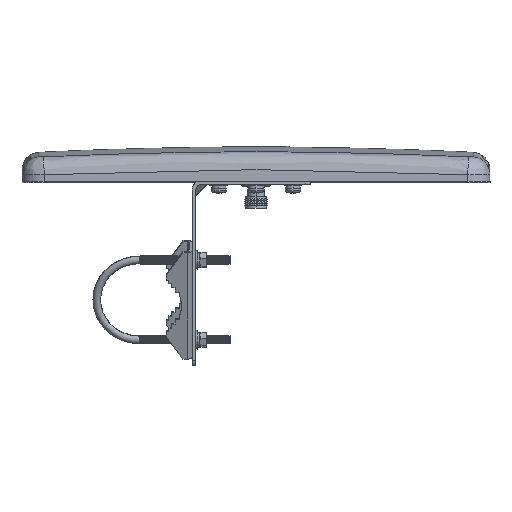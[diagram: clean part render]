
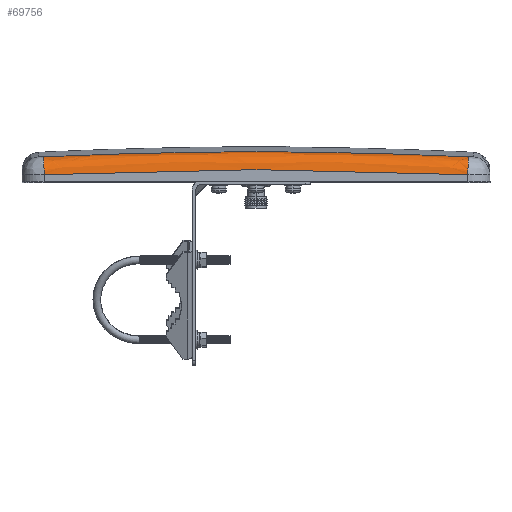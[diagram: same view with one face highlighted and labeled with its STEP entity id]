
A CAD part, top view. The second image highlights one B-rep face of the part: STEP entity #69756.
In plain terms, the highlighted free-form (B-spline) face has degree [3, 3] with [4, 4] control points.
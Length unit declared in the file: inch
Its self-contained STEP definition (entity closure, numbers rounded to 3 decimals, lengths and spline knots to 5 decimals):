
#2158 = CARTESIAN_POINT ( 'NONE',  ( -5.61024, 0.33403, 6.20079 ) ) ;
#2332 = CARTESIAN_POINT ( 'NONE',  ( 5.61024, 0.33403, 6.20079 ) ) ;
#35111 =( BOUNDED_SURFACE ( )  B_SPLINE_SURFACE ( 3, 3, ( 
 ( #40767, #40776, #40777, #40778 ),
 ( #40779, #40780, #40781, #40782 ),
 ( #40783, #40784, #40785, #40786 ),
 ( #40787, #40788, #40789, #40790 ) ),
 .UNSPECIFIED., .F., .F., .F. ) 
 B_SPLINE_SURFACE_WITH_KNOTS ( ( 4, 4 ),
 ( 4, 4 ),
 ( 0., 1. ),
 ( 0., 1. ),
 .UNSPECIFIED. ) 
 GEOMETRIC_REPRESENTATION_ITEM ( )  RATIONAL_B_SPLINE_SURFACE ( (
 ( 1., 0.999, 0.999, 1.),
 ( 0.816, 0.815, 0.815, 0.816),
 ( 0.816, 0.815, 0.815, 0.816),
 ( 1., 0.999, 0.999, 1.) ) ) 
 REPRESENTATION_ITEM ( '' )  SURFACE ( )  );
#36132 =( BOUNDED_CURVE ( )  B_SPLINE_CURVE ( 3, ( #61828, #61880, #61886, #61887 ),
 .UNSPECIFIED., .F., .F. ) 
 B_SPLINE_CURVE_WITH_KNOTS ( ( 4, 4 ),
 ( 0., 1. ),
 .UNSPECIFIED. ) 
 CURVE ( )  GEOMETRIC_REPRESENTATION_ITEM ( )  RATIONAL_B_SPLINE_CURVE ( ( 1., 0.999, 0.999, 1. ) ) 
 REPRESENTATION_ITEM ( '' )  );
#36146 =( BOUNDED_CURVE ( )  B_SPLINE_CURVE ( 3, ( #61898, #61899, #61904, #61905 ),
 .UNSPECIFIED., .F., .F. ) 
 B_SPLINE_CURVE_WITH_KNOTS ( ( 4, 4 ),
 ( 0., 1. ),
 .UNSPECIFIED. ) 
 CURVE ( )  GEOMETRIC_REPRESENTATION_ITEM ( )  RATIONAL_B_SPLINE_CURVE ( ( 1., 0.816, 0.816, 1. ) ) 
 REPRESENTATION_ITEM ( '' )  );
#36152 =( BOUNDED_CURVE ( )  B_SPLINE_CURVE ( 2, ( #61907, #61906, #61912 ),
 .UNSPECIFIED., .F., .F. ) 
 B_SPLINE_CURVE_WITH_KNOTS ( ( 3, 3 ),
 ( 0., 1. ),
 .UNSPECIFIED. ) 
 CURVE ( )  GEOMETRIC_REPRESENTATION_ITEM ( )  RATIONAL_B_SPLINE_CURVE ( ( 1., 0.724, 1. ) ) 
 REPRESENTATION_ITEM ( '' )  );
#37711 = AXIS2_PLACEMENT_3D ( 'NONE', #54306, #54308, #54309 ) ;
#40767 = CARTESIAN_POINT ( 'NONE',  ( -5.63256, 0.80539, 5.75114 ) ) ;
#40776 = CARTESIAN_POINT ( 'NONE',  ( -1.87892, 0.98319, 5.75114 ) ) ;
#40777 = CARTESIAN_POINT ( 'NONE',  ( 1.87892, 0.98319, 5.75114 ) ) ;
#40778 = CARTESIAN_POINT ( 'NONE',  ( 5.63256, 0.80539, 5.75114 ) ) ;
#40779 = CARTESIAN_POINT ( 'NONE',  ( -5.63196, 0.79255, 6.0171 ) ) ;
#40780 = CARTESIAN_POINT ( 'NONE',  ( -1.87872, 0.97034, 6.0171 ) ) ;
#40781 = CARTESIAN_POINT ( 'NONE',  ( 1.87872, 0.97034, 6.0171 ) ) ;
#40782 = CARTESIAN_POINT ( 'NONE',  ( 5.63196, 0.79255, 6.0171 ) ) ;
#40783 = CARTESIAN_POINT ( 'NONE',  ( -5.62283, 0.6, 6.20079 ) ) ;
#40784 = CARTESIAN_POINT ( 'NONE',  ( -1.87568, 0.7775, 6.20079 ) ) ;
#40785 = CARTESIAN_POINT ( 'NONE',  ( 1.87568, 0.7775, 6.20079 ) ) ;
#40786 = CARTESIAN_POINT ( 'NONE',  ( 5.62283, 0.6, 6.20079 ) ) ;
#40787 = CARTESIAN_POINT ( 'NONE',  ( -5.61024, 0.33403, 6.20079 ) ) ;
#40788 = CARTESIAN_POINT ( 'NONE',  ( -1.87148, 0.51113, 6.20079 ) ) ;
#40789 = CARTESIAN_POINT ( 'NONE',  ( 1.87148, 0.51113, 6.20079 ) ) ;
#40790 = CARTESIAN_POINT ( 'NONE',  ( 5.61024, 0.33403, 6.20079 ) ) ;
#41939 = FACE_OUTER_BOUND ( 'NONE', #67769, .T. ) ;
#52135 = CIRCLE ( 'NONE', #37711, 119.04236 ) ;
#54306 = CARTESIAN_POINT ( 'NONE',  ( 0., -118.10364, 5.75114 ) ) ;
#54308 = DIRECTION ( 'NONE',  ( 0., 0., -1. ) ) ;
#54309 = DIRECTION ( 'NONE',  ( -0.048, 0.999, 0. ) ) ;
#55150 = VERTEX_POINT ( 'NONE', #2332 ) ;
#55160 = VERTEX_POINT ( 'NONE', #2158 ) ;
#61828 = CARTESIAN_POINT ( 'NONE',  ( -5.61024, 0.33403, 6.20079 ) ) ;
#61880 = CARTESIAN_POINT ( 'NONE',  ( -1.87148, 0.51113, 6.20079 ) ) ;
#61886 = CARTESIAN_POINT ( 'NONE',  ( 1.87148, 0.51113, 6.20079 ) ) ;
#61887 = CARTESIAN_POINT ( 'NONE',  ( 5.61024, 0.33403, 6.20079 ) ) ;
#61898 = CARTESIAN_POINT ( 'NONE',  ( -5.63256, 0.80539, 5.75114 ) ) ;
#61899 = CARTESIAN_POINT ( 'NONE',  ( -5.63196, 0.79255, 6.0171 ) ) ;
#61904 = CARTESIAN_POINT ( 'NONE',  ( -5.62283, 0.6, 6.20079 ) ) ;
#61905 = CARTESIAN_POINT ( 'NONE',  ( -5.61024, 0.33403, 6.20079 ) ) ;
#61906 = CARTESIAN_POINT ( 'NONE',  ( 5.63154, 0.78369, 6.20079 ) ) ;
#61907 = CARTESIAN_POINT ( 'NONE',  ( 5.63256, 0.80539, 5.75114 ) ) ;
#61912 = CARTESIAN_POINT ( 'NONE',  ( 5.61024, 0.33403, 6.20079 ) ) ;
#67438 = CARTESIAN_POINT ( 'NONE',  ( -5.63256, 0.80539, 5.75114 ) ) ;
#67451 = CARTESIAN_POINT ( 'NONE',  ( 5.63256, 0.80539, 5.75114 ) ) ;
#67769 = EDGE_LOOP ( 'NONE', ( #75051, #75052, #75053, #75054 ) ) ;
#69756 = ADVANCED_FACE ( 'NONE', ( #41939 ), #35111, .T. ) ;
#71274 = EDGE_CURVE ( 'NONE', #80237, #80250, #52135, .T. ) ;
#73139 = EDGE_CURVE ( 'NONE', #55160, #55150, #36132, .T. ) ;
#73144 = EDGE_CURVE ( 'NONE', #80237, #55160, #36146, .T. ) ;
#73146 = EDGE_CURVE ( 'NONE', #80250, #55150, #36152, .T. ) ;
#75051 = ORIENTED_EDGE ( 'NONE', *, *, #73146, .F. ) ;
#75052 = ORIENTED_EDGE ( 'NONE', *, *, #71274, .F. ) ;
#75053 = ORIENTED_EDGE ( 'NONE', *, *, #73144, .T. ) ;
#75054 = ORIENTED_EDGE ( 'NONE', *, *, #73139, .T. ) ;
#80237 = VERTEX_POINT ( 'NONE', #67438 ) ;
#80250 = VERTEX_POINT ( 'NONE', #67451 ) ;
